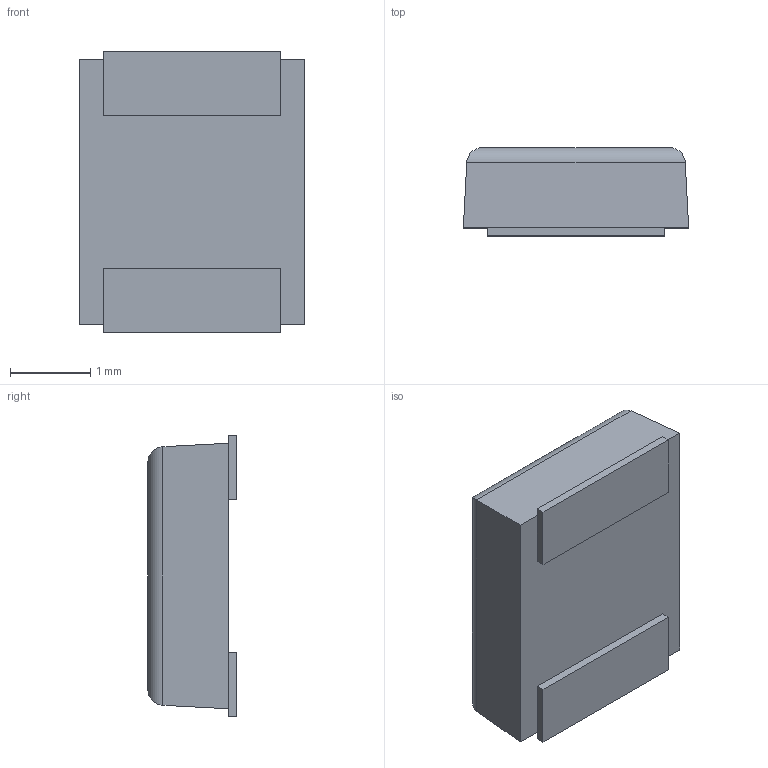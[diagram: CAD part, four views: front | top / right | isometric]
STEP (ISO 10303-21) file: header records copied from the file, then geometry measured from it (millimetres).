
FILE_DESCRIPTION(/* description */ (''),/* implementation_level */ '2;1');
FILE_NAME(/* name */ 'B1S.stp',/* time_stamp */ '2016-06-13T11:23:17+09:00',/* author */ ('5146755'),/* organization */ (''),/* preprocessor_version */ 'ST-DEVELOPER v16.1',/* originating_system */ 'Autodesk Inventor 2016',/* authorisation */ '');
FILE_SCHEMA (('AUTOMOTIVE_DESIGN { 1 0 10303 214 3 1 1 }'));
Length unit declared in the file: millimetre
Products named in the file (3): mold-B1S; Flame-B1S; B1S-Assy-35QTC68MHD
Assembly tree (3 placements, depth 2):
  B1S-Assy-35QTC68MHD
    mold-B1S
    Flame-B1S  x2
Bounding box: 2.8 x 1.1 x 3.5 mm (x, y, z)
Volume: 9.2 mm3; surface area: 37.2 mm2
Topology: 3 solids, 3 shells, 22 faces, 44 edges, 28 vertices
Faces by surface type: plane 18, cylinder 4
Entity records: 498 total; most frequent: DIRECTION 80, CARTESIAN_POINT 74, ORIENTED_EDGE 64, EDGE_CURVE 32, LINE 28, VECTOR 28, AXIS2_PLACEMENT_3D 26, VERTEX_POINT 20
